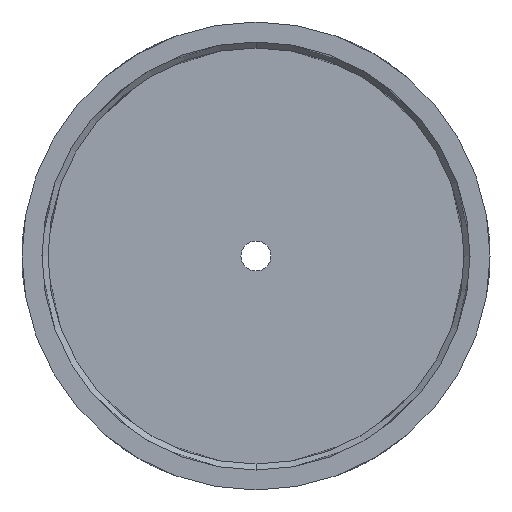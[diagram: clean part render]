
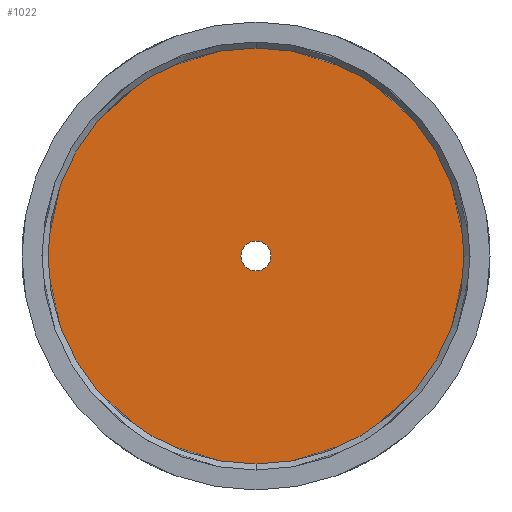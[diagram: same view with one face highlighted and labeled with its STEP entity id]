
A CAD part, front view. The second image highlights one B-rep face of the part: STEP entity #1022.
In plain terms, the highlighted planar face has unit normal (0, -1, 0).
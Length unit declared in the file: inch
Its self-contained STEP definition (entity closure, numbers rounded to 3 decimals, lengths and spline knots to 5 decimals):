
#47 = CARTESIAN_POINT ( 'NONE',  ( 0., -0.14107, 0.09375 ) ) ;
#102 = CARTESIAN_POINT ( 'NONE',  ( 0., -0.14107, 0. ) ) ;
#106 = DIRECTION ( 'NONE',  ( 0., -1., 0. ) ) ;
#111 = DIRECTION ( 'NONE',  ( 0., -1., 0. ) ) ;
#120 = CIRCLE ( 'NONE', #504, 0.09375 ) ;
#148 = FACE_OUTER_BOUND ( 'NONE', #1989, .T. ) ;
#169 = EDGE_LOOP ( 'NONE', ( #1861, #2320 ) ) ;
#177 = DIRECTION ( 'NONE',  ( 0., 0., -1. ) ) ;
#227 = DIRECTION ( 'NONE',  ( 0., -1., 0. ) ) ;
#282 = AXIS2_PLACEMENT_3D ( 'NONE', #1753, #106, #391 ) ;
#314 = CARTESIAN_POINT ( 'NONE',  ( 0., -0.14107, 0. ) ) ;
#391 = DIRECTION ( 'NONE',  ( 0., 0., -1. ) ) ;
#504 = AXIS2_PLACEMENT_3D ( 'NONE', #2205, #111, #2234 ) ;
#573 = DIRECTION ( 'NONE',  ( 0., -1., 0. ) ) ;
#1022 = ADVANCED_FACE ( 'NONE', ( #1285, #148 ), #1513, .T. ) ;
#1120 = CARTESIAN_POINT ( 'NONE',  ( 0., -0.14107, 0. ) ) ;
#1267 = DIRECTION ( 'NONE',  ( 0., 0., -1. ) ) ;
#1285 = FACE_BOUND ( 'NONE', #169, .T. ) ;
#1430 = AXIS2_PLACEMENT_3D ( 'NONE', #314, #2635, #2349 ) ;
#1466 = VERTEX_POINT ( 'NONE', #2028 ) ;
#1513 = PLANE ( 'NONE',  #282 ) ;
#1526 = AXIS2_PLACEMENT_3D ( 'NONE', #1120, #227, #177 ) ;
#1589 = VERTEX_POINT ( 'NONE', #47 ) ;
#1753 = CARTESIAN_POINT ( 'NONE',  ( 0., -0.14107, 0. ) ) ;
#1861 = ORIENTED_EDGE ( 'NONE', *, *, #2214, .F. ) ;
#1989 = EDGE_LOOP ( 'NONE', ( #2889, #2313 ) ) ;
#2012 = AXIS2_PLACEMENT_3D ( 'NONE', #102, #573, #1267 ) ;
#2028 = CARTESIAN_POINT ( 'NONE',  ( 0., -0.14107, -0.09375 ) ) ;
#2082 = EDGE_CURVE ( 'NONE', #2235, #2443, #2643, .T. ) ;
#2196 = CARTESIAN_POINT ( 'NONE',  ( 0., -0.14107, 1.3 ) ) ;
#2205 = CARTESIAN_POINT ( 'NONE',  ( 0., -0.14107, 0. ) ) ;
#2214 = EDGE_CURVE ( 'NONE', #1466, #1589, #2739, .T. ) ;
#2234 = DIRECTION ( 'NONE',  ( 0., 0., -1. ) ) ;
#2235 = VERTEX_POINT ( 'NONE', #2812 ) ;
#2313 = ORIENTED_EDGE ( 'NONE', *, *, #2428, .T. ) ;
#2320 = ORIENTED_EDGE ( 'NONE', *, *, #2726, .F. ) ;
#2349 = DIRECTION ( 'NONE',  ( 0., 0., -1. ) ) ;
#2428 = EDGE_CURVE ( 'NONE', #2443, #2235, #2788, .T. ) ;
#2443 = VERTEX_POINT ( 'NONE', #2196 ) ;
#2635 = DIRECTION ( 'NONE',  ( 0., -1., 0. ) ) ;
#2643 = CIRCLE ( 'NONE', #1526, 1.3 ) ;
#2726 = EDGE_CURVE ( 'NONE', #1589, #1466, #120, .T. ) ;
#2739 = CIRCLE ( 'NONE', #1430, 0.09375 ) ;
#2788 = CIRCLE ( 'NONE', #2012, 1.3 ) ;
#2812 = CARTESIAN_POINT ( 'NONE',  ( 0., -0.14107, -1.3 ) ) ;
#2889 = ORIENTED_EDGE ( 'NONE', *, *, #2082, .T. ) ;
